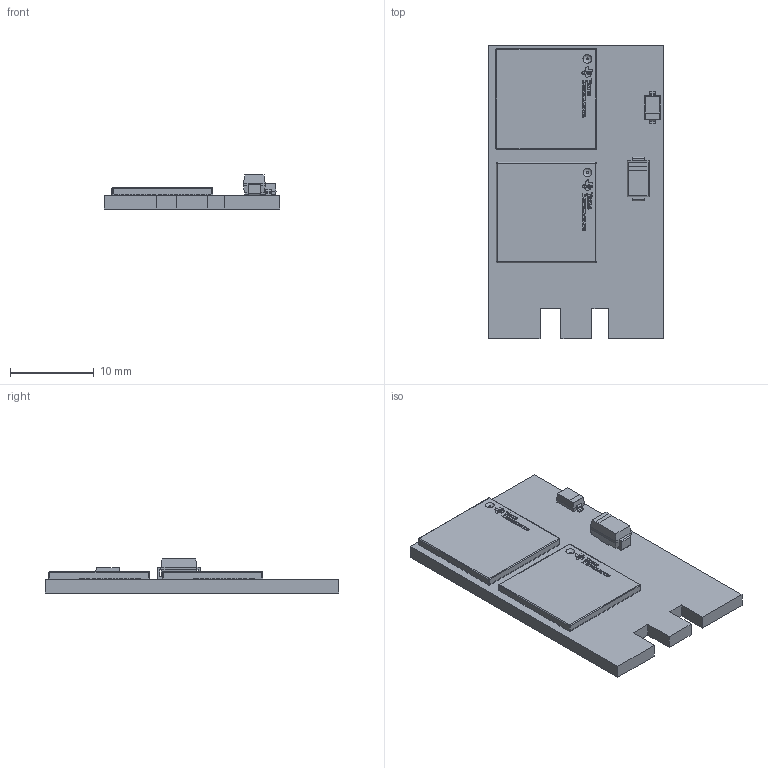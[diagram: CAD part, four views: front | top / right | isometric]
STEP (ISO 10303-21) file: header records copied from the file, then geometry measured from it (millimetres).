
FILE_DESCRIPTION(('KiCad electronic assembly'),'2;1');
FILE_NAME('PMP41017_GaNBoard1.step','2024-03-04T16:41:32',('Pcbnew'),( 'Kicad'),'Open CASCADE STEP processor 7.7','KiCad to STEP converter' ,'Unknown');
FILE_SCHEMA(('AUTOMOTIVE_DESIGN { 1 0 10303 214 1 1 1 1 }'));
Length unit declared in the file: millimetre
Products named in the file (8): PMP41017_GaNBoard1 1; SOD-123; SMA_nominal; BBE5A025-C517-480D-83DB-E5AFE1ED45CA; IC_LMG3425R030RQZT_VQFN54; 1; PMP41017_GaNBoard1_PCB
Assembly tree (8 placements, depth 3):
  PMP41017_GaNBoard1 1
    SOD-123
      SOD-123
    SMA_nominal
      BBE5A025-C517-480D-83DB-E5AFE1ED45CA
    IC_LMG3425R030RQZT_VQFN54  x2
      1
    PMP41017_GaNBoard1_PCB
Bounding box: 21 x 35.1 x 4.07 mm (x, y, z)
Volume: 1441.8 mm3; surface area: 2827.7 mm2
Topology: 151 solids, 151 shells, 2144 faces, 5476 edges, 3634 vertices
Faces by surface type: plane 1776, bspline 334, cylinder 26, sphere 8
Entity records: 34948 total; most frequent: CARTESIAN_POINT 8627, ORIENTED_EDGE 5724, DIRECTION 4470, EDGE_CURVE 2862, LINE 2486, VECTOR 2486, VERTEX_POINT 1895, FACE_BOUND 1125
